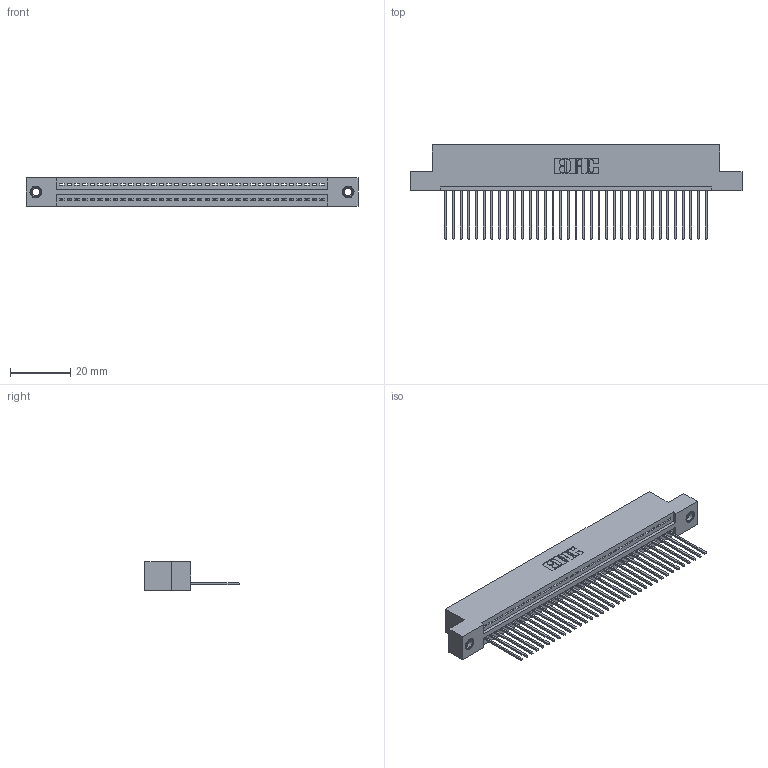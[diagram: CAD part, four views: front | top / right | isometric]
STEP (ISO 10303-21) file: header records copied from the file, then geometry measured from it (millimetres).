
FILE_DESCRIPTION (( 'STEP AP203' ), '1' );
FILE_NAME ('345-035-542-107.STEP', '2019-10-07T21:24:54', ( '' ), ( '' ), 'SwSTEP 2.0', 'SolidWorks 2016', '' );
FILE_SCHEMA (( 'CONFIG_CONTROL_DESIGN' ));
Length unit declared in the file: inch
Products named in the file (4): 345-035-542-107; 345-250-001_345-250-005-103; 345-292-001_345-293-142; 345 Part_Flush Mounting Lugs - 0.156 Dia-TI
Assembly tree (38 placements, depth 2):
  345-035-542-107
    345 Part_Flush Mounting Lugs - 0.156 Dia-TI
    345-292-001_345-293-142  x35
    345-250-001_345-250-005-103  x2
Bounding box: 110.11 x 31.29 x 9.4 mm (x, y, z)
Volume: 10465.3 mm3; surface area: 14337.3 mm2
Topology: 38 solids, 38 shells, 2216 faces, 6637 edges, 4370 vertices
Faces by surface type: plane 1512, cylinder 688, cone 12, torus 4
Entity records: 28488 total; most frequent: CARTESIAN_POINT 4916, ORIENTED_EDGE 4878, DIRECTION 4331, EDGE_CURVE 2439, VECTOR 2147, LINE 2147, VERTEX_POINT 1620, AXIS2_PLACEMENT_3D 1092
